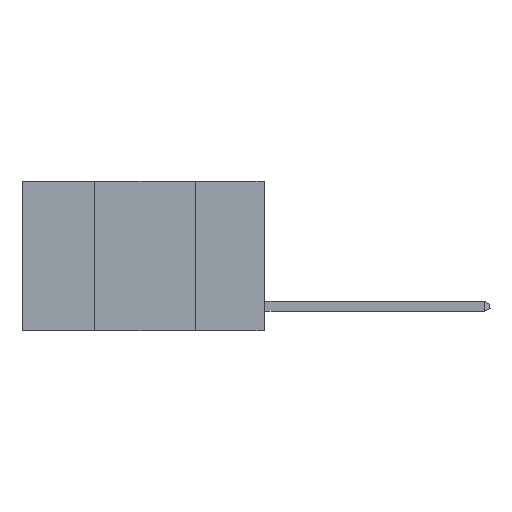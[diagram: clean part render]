
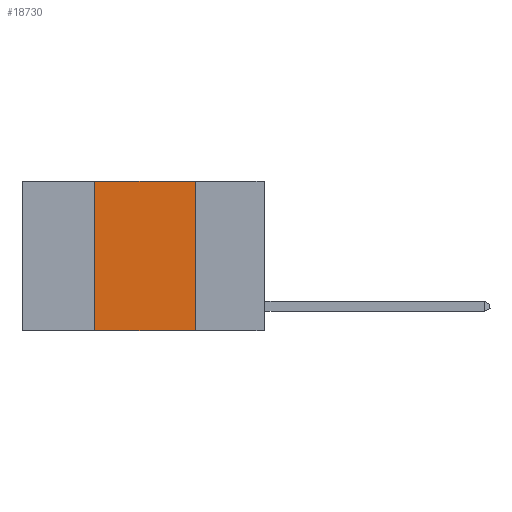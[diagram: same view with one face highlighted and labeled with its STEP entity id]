
A CAD part, left-side view. The second image highlights one B-rep face of the part: STEP entity #18730.
In plain terms, the highlighted planar face has unit normal (-1, 0, 0).
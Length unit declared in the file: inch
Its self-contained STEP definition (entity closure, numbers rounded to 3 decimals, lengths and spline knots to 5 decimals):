
#107 = VECTOR ( 'NONE', #24369, 39.37008 ) ;
#419 = VERTEX_POINT ( 'NONE', #2357 ) ;
#1511 = VERTEX_POINT ( 'NONE', #23476 ) ;
#2105 = EDGE_CURVE ( 'NONE', #419, #17197, #10397, .T. ) ;
#2351 = DIRECTION ( 'NONE',  ( 0., 0., -1. ) ) ;
#2357 = CARTESIAN_POINT ( 'NONE',  ( 0., 0.42, 0. ) ) ;
#2840 = CARTESIAN_POINT ( 'NONE',  ( 0., 0.6, 0. ) ) ;
#2886 = FACE_OUTER_BOUND ( 'NONE', #17095, .T. ) ;
#3878 = VECTOR ( 'NONE', #21113, 39.37008 ) ;
#5143 = ORIENTED_EDGE ( 'NONE', *, *, #12354, .F. ) ;
#6668 = LINE ( 'NONE', #8615, #13797 ) ;
#8615 = CARTESIAN_POINT ( 'NONE',  ( 0., 0.17, 0. ) ) ;
#8788 = CARTESIAN_POINT ( 'NONE',  ( 0., 0.42, 0. ) ) ;
#8993 = ORIENTED_EDGE ( 'NONE', *, *, #23376, .T. ) ;
#9046 = LINE ( 'NONE', #8788, #107 ) ;
#10397 = LINE ( 'NONE', #2840, #11015 ) ;
#11015 = VECTOR ( 'NONE', #22484, 39.37008 ) ;
#12354 = EDGE_CURVE ( 'NONE', #17197, #1511, #6668, .T. ) ;
#12914 = PLANE ( 'NONE',  #18291 ) ;
#13797 = VECTOR ( 'NONE', #2351, 39.37008 ) ;
#15512 = CARTESIAN_POINT ( 'NONE',  ( 0., 0.6, -0.37 ) ) ;
#16812 = DIRECTION ( 'NONE',  ( 1., 0., 0. ) ) ;
#17095 = EDGE_LOOP ( 'NONE', ( #5143, #20322, #17126, #8993 ) ) ;
#17126 = ORIENTED_EDGE ( 'NONE', *, *, #22261, .F. ) ;
#17197 = VERTEX_POINT ( 'NONE', #17235 ) ;
#17235 = CARTESIAN_POINT ( 'NONE',  ( 0., 0.17, 0. ) ) ;
#18291 = AXIS2_PLACEMENT_3D ( 'NONE', #18895, #16812, #24730 ) ;
#18730 = ADVANCED_FACE ( 'NONE', ( #2886 ), #12914, .F. ) ;
#18847 = CARTESIAN_POINT ( 'NONE',  ( 0., 0.42, -0.37 ) ) ;
#18895 = CARTESIAN_POINT ( 'NONE',  ( 0., 0.6, 0. ) ) ;
#19533 = LINE ( 'NONE', #15512, #3878 ) ;
#20322 = ORIENTED_EDGE ( 'NONE', *, *, #2105, .F. ) ;
#21113 = DIRECTION ( 'NONE',  ( 0., -1., 0. ) ) ;
#21478 = VERTEX_POINT ( 'NONE', #18847 ) ;
#22261 = EDGE_CURVE ( 'NONE', #21478, #419, #9046, .T. ) ;
#22484 = DIRECTION ( 'NONE',  ( 0., -1., 0. ) ) ;
#23376 = EDGE_CURVE ( 'NONE', #21478, #1511, #19533, .T. ) ;
#23476 = CARTESIAN_POINT ( 'NONE',  ( 0., 0.17, -0.37 ) ) ;
#24369 = DIRECTION ( 'NONE',  ( 0., 0., 1. ) ) ;
#24730 = DIRECTION ( 'NONE',  ( 0., 0., -1. ) ) ;
